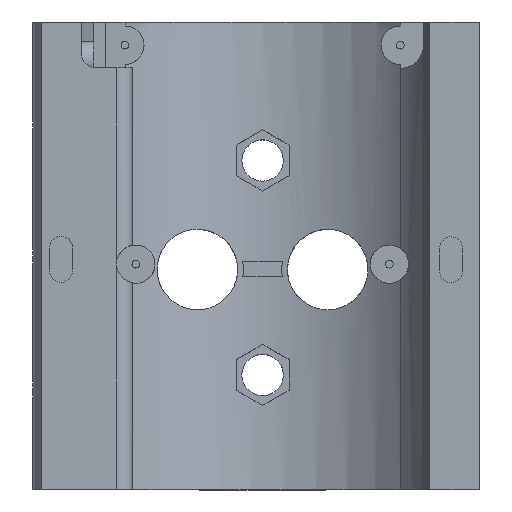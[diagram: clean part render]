
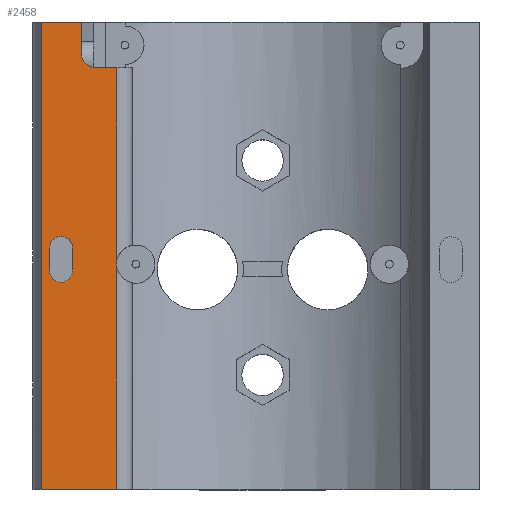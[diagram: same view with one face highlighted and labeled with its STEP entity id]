
A CAD part, top view. The second image highlights one B-rep face of the part: STEP entity #2458.
In plain terms, the highlighted planar face has unit normal (0, 0, 1).
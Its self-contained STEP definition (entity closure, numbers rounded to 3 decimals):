
#271=CARTESIAN_POINT('',(-108.914,61.,8.));
#272=VERTEX_POINT('',#271);
#280=CARTESIAN_POINT('',(-103.685,61.,8.));
#281=VERTEX_POINT('',#280);
#282=CARTESIAN_POINT('',(-103.685,61.,8.));
#283=DIRECTION('',(-1.,0.,0.));
#284=VECTOR('',#283,5.228);
#285=LINE('',#282,#284);
#286=EDGE_CURVE('',#281,#272,#285,.T.);
#1013=CARTESIAN_POINT('',(-103.685,57.,8.));
#1014=VERTEX_POINT('',#1013);
#1015=CARTESIAN_POINT('',(-103.685,57.,8.));
#1016=DIRECTION('',(0.,1.,0.));
#1017=VECTOR('',#1016,4.);
#1018=LINE('',#1015,#1017);
#1019=EDGE_CURVE('',#1014,#281,#1018,.T.);
#2336=CARTESIAN_POINT('',(-105.78,0.,8.));
#2337=DIRECTION('',(0.,0.,-1.));
#2338=DIRECTION('',(-1.,0.,0.));
#2339=AXIS2_PLACEMENT_3D('',#2336,#2337,#2338);
#2340=PLANE('',#2339);
#2341=CARTESIAN_POINT('',(-99.,29.929,8.));
#2342=VERTEX_POINT('',#2341);
#2343=CARTESIAN_POINT('',(-99.,28.946,8.));
#2344=VERTEX_POINT('',#2343);
#2345=CARTESIAN_POINT('',(-96.549,29.437,8.));
#2346=DIRECTION('',(-0.,-0.,1.));
#2347=DIRECTION('',(-1.,0.,0.));
#2348=AXIS2_PLACEMENT_3D('',#2345,#2346,#2347);
#2349=CIRCLE('',#2348,2.5);
#2350=EDGE_CURVE('',#2342,#2344,#2349,.T.);
#2351=ORIENTED_EDGE('',*,*,#2350,.F.);
#2352=CARTESIAN_POINT('',(-99.,55.,8.));
#2353=VERTEX_POINT('',#2352);
#2354=CARTESIAN_POINT('',(-99.,29.929,8.));
#2355=DIRECTION('',(0.,1.,0.));
#2356=VECTOR('',#2355,25.071);
#2357=LINE('',#2354,#2356);
#2358=EDGE_CURVE('',#2342,#2353,#2357,.T.);
#2359=ORIENTED_EDGE('',*,*,#2358,.T.);
#2360=CARTESIAN_POINT('',(-101.564,55.,8.));
#2361=VERTEX_POINT('',#2360);
#2362=CARTESIAN_POINT('',(-99.,55.,8.));
#2363=DIRECTION('',(-1.,0.,0.));
#2364=VECTOR('',#2363,2.564);
#2365=LINE('',#2362,#2364);
#2366=EDGE_CURVE('',#2353,#2361,#2365,.T.);
#2367=ORIENTED_EDGE('',*,*,#2366,.T.);
#2368=CARTESIAN_POINT('',(-101.564,55.,8.));
#2369=CARTESIAN_POINT('',(-101.7,55.,8.));
#2370=CARTESIAN_POINT('',(-101.834,55.012,8.));
#2371=CARTESIAN_POINT('',(-101.966,55.036,8.));
#2372=CARTESIAN_POINT('',(-102.098,55.06,8.));
#2373=CARTESIAN_POINT('',(-102.229,55.096,8.));
#2374=CARTESIAN_POINT('',(-102.356,55.144,8.));
#2375=CARTESIAN_POINT('',(-102.483,55.192,8.));
#2376=CARTESIAN_POINT('',(-102.604,55.25,8.));
#2377=CARTESIAN_POINT('',(-102.718,55.32,8.));
#2378=CARTESIAN_POINT('',(-102.833,55.39,8.));
#2379=CARTESIAN_POINT('',(-102.942,55.472,8.));
#2380=CARTESIAN_POINT('',(-103.042,55.563,8.));
#2381=CARTESIAN_POINT('',(-103.142,55.654,8.));
#2382=CARTESIAN_POINT('',(-103.231,55.754,8.));
#2383=CARTESIAN_POINT('',(-103.311,55.863,8.));
#2384=CARTESIAN_POINT('',(-103.39,55.971,8.));
#2385=CARTESIAN_POINT('',(-103.46,56.09,8.));
#2386=CARTESIAN_POINT('',(-103.515,56.213,8.));
#2387=CARTESIAN_POINT('',(-103.57,56.335,8.));
#2388=CARTESIAN_POINT('',(-103.613,56.463,8.));
#2389=CARTESIAN_POINT('',(-103.642,56.595,8.));
#2390=CARTESIAN_POINT('',(-103.671,56.727,8.));
#2391=CARTESIAN_POINT('',(-103.685,56.864,8.));
#2392=CARTESIAN_POINT('',(-103.685,57.,8.));
#2393=B_SPLINE_CURVE_WITH_KNOTS('',3,(#2368,#2369,#2370,#2371,#2372,#2373,#2374,#2375,#2376,#2377,#2378,#2379,#2380,#2381,#2382,#2383,#2384,#2385,#2386,#2387,#2388,#2389,#2390,#2391,#2392),.UNSPECIFIED.,.F.,.F.,(4,3,3,3,3,3,3,3,4),(0.,0.,0.001,0.001,0.002,0.002,0.002,0.003,0.003),.UNSPECIFIED.);
#2394=EDGE_CURVE('',#2361,#1014,#2393,.T.);
#2395=ORIENTED_EDGE('',*,*,#2394,.T.);
#2396=ORIENTED_EDGE('',*,*,#1019,.T.);
#2397=ORIENTED_EDGE('',*,*,#286,.T.);
#2398=CARTESIAN_POINT('',(-108.914,0.,8.));
#2399=VERTEX_POINT('',#2398);
#2400=CARTESIAN_POINT('',(-108.914,0.,8.));
#2401=DIRECTION('',(0.,1.,0.));
#2402=VECTOR('',#2401,61.);
#2403=LINE('',#2400,#2402);
#2404=EDGE_CURVE('',#2399,#272,#2403,.T.);
#2405=ORIENTED_EDGE('',*,*,#2404,.F.);
#2406=CARTESIAN_POINT('',(-99.,0.,8.));
#2407=VERTEX_POINT('',#2406);
#2408=CARTESIAN_POINT('',(-99.,0.,8.));
#2409=DIRECTION('',(-1.,0.,0.));
#2410=VECTOR('',#2409,9.914);
#2411=LINE('',#2408,#2410);
#2412=EDGE_CURVE('',#2407,#2399,#2411,.T.);
#2413=ORIENTED_EDGE('',*,*,#2412,.F.);
#2414=CARTESIAN_POINT('',(-99.,0.,8.));
#2415=DIRECTION('',(0.,1.,0.));
#2416=VECTOR('',#2415,28.946);
#2417=LINE('',#2414,#2416);
#2418=EDGE_CURVE('',#2407,#2344,#2417,.T.);
#2419=ORIENTED_EDGE('',*,*,#2418,.T.);
#2420=EDGE_LOOP('',(#2351,#2359,#2367,#2395,#2396,#2397,#2405,#2413,#2419));
#2421=FACE_BOUND('',#2420,.T.);
#2422=CARTESIAN_POINT('',(-104.807,28.5,8.));
#2423=VERTEX_POINT('',#2422);
#2424=CARTESIAN_POINT('',(-107.807,28.5,8.));
#2425=VERTEX_POINT('',#2424);
#2426=CARTESIAN_POINT('',(-106.307,28.5,8.));
#2427=DIRECTION('',(0.,0.,-1.));
#2428=DIRECTION('',(-1.,0.,0.));
#2429=AXIS2_PLACEMENT_3D('',#2426,#2427,#2428);
#2430=CIRCLE('',#2429,1.5);
#2431=EDGE_CURVE('',#2423,#2425,#2430,.T.);
#2432=ORIENTED_EDGE('',*,*,#2431,.T.);
#2433=CARTESIAN_POINT('',(-107.807,31.5,8.));
#2434=VERTEX_POINT('',#2433);
#2435=CARTESIAN_POINT('',(-107.807,31.5,8.));
#2436=DIRECTION('',(-0.,-1.,0.));
#2437=VECTOR('',#2436,3.);
#2438=LINE('',#2435,#2437);
#2439=EDGE_CURVE('',#2434,#2425,#2438,.T.);
#2440=ORIENTED_EDGE('',*,*,#2439,.F.);
#2441=CARTESIAN_POINT('',(-104.807,31.5,8.));
#2442=VERTEX_POINT('',#2441);
#2443=CARTESIAN_POINT('',(-107.807,31.5,8.));
#2444=CARTESIAN_POINT('',(-107.807,34.5,8.));
#2445=CARTESIAN_POINT('',(-104.807,34.5,8.));
#2446=CARTESIAN_POINT('',(-104.807,31.5,8.));
#2447=(BOUNDED_CURVE()
B_SPLINE_CURVE(3,(#2443,#2444,#2445,#2446),.UNSPECIFIED.,.F.,.F.)
B_SPLINE_CURVE_WITH_KNOTS((4,4),(0.,1.),.UNSPECIFIED.)
CURVE()
GEOMETRIC_REPRESENTATION_ITEM()
RATIONAL_B_SPLINE_CURVE((1.,0.333,0.333,1.))
REPRESENTATION_ITEM(''));
#2448=EDGE_CURVE('',#2434,#2442,#2447,.T.);
#2449=ORIENTED_EDGE('',*,*,#2448,.T.);
#2450=CARTESIAN_POINT('',(-104.807,28.5,8.));
#2451=DIRECTION('',(0.,1.,0.));
#2452=VECTOR('',#2451,3.);
#2453=LINE('',#2450,#2452);
#2454=EDGE_CURVE('',#2423,#2442,#2453,.T.);
#2455=ORIENTED_EDGE('',*,*,#2454,.F.);
#2456=EDGE_LOOP('',(#2432,#2440,#2449,#2455));
#2457=FACE_BOUND('',#2456,.T.);
#2458=ADVANCED_FACE('',(#2421,#2457),#2340,.F.);
